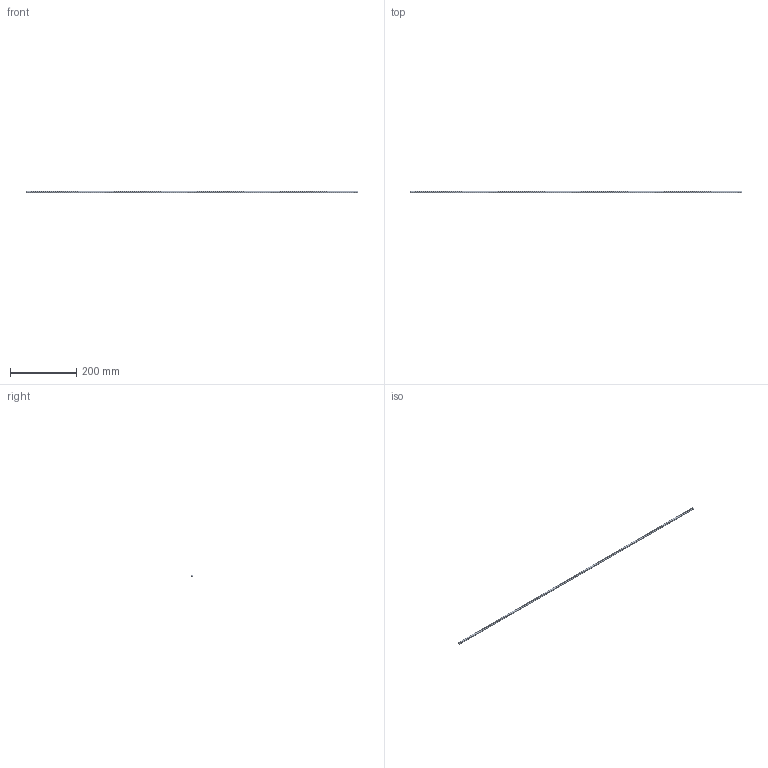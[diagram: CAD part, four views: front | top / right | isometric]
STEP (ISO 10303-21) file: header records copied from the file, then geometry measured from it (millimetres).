
FILE_DESCRIPTION(/* description */ (''),/* implementation_level */ '2;1');
FILE_NAME(/* name */ '8MM METRIC LEAD SCREW (4.8.8-1000MM).stp',/* time_stamp */ '2023-03-01T15:17:15+02:00',/* author */ ('arnold.brand'),/* organization */ (''),/* preprocessor_version */ 'ST-DEVELOPER v19.2',/* originating_system */ 'Autodesk Inventor 2023',/* authorisation */ '');
FILE_SCHEMA (('AUTOMOTIVE_DESIGN { 1 0 10303 214 3 1 1 }'));
Products named in the file (1): 8MM METRIC LEAD SCREW (4.8.8-1000MM)
Bounding box: 1000 x 8.01 x 8.01 mm (x, y, z)
Volume: 37563 mm3; surface area: 43555.2 mm2
Topology: 1 solids, 1 shells, 1025 faces, 3065 edges, 2042 vertices
Faces by surface type: cylinder 1007, bspline 8, plane 6, cone 4
Full cylindrical faces by diameter (mm): 5.5 x244, 8 x258
Entity records: 83703 total; most frequent: CARTESIAN_POINT 60107, ORIENTED_EDGE 6130, DIRECTION 3093, EDGE_CURVE 3065, VERTEX_POINT 2042, B_SPLINE_CURVE_WITH_KNOTS 2029, AXIS2_PLACEMENT_3D 1039, FACE_OUTER_BOUND 1025
